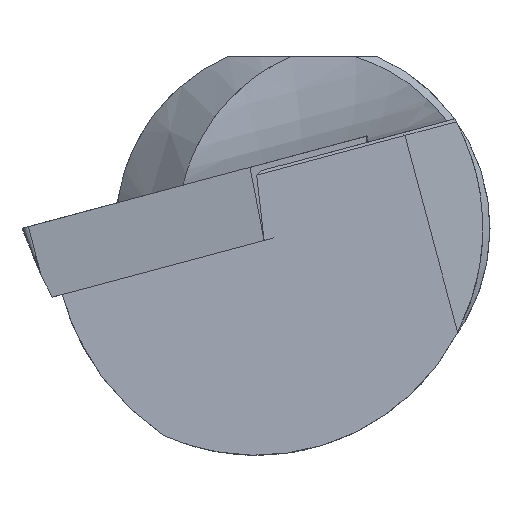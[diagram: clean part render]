
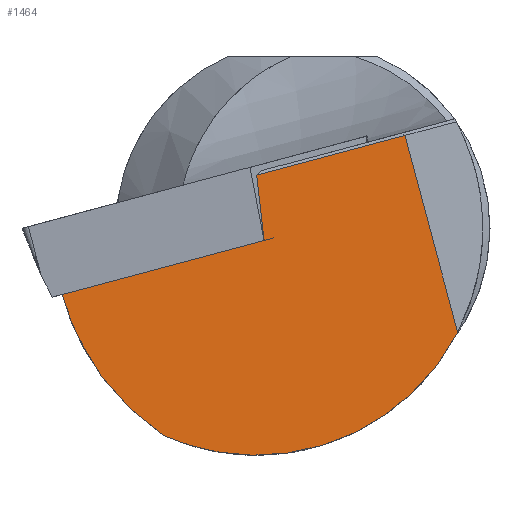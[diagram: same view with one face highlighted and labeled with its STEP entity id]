
A CAD part, left-side view. The second image highlights one B-rep face of the part: STEP entity #1464.
In plain terms, the highlighted planar face has unit normal (-0.998, -0.059, 0.016).
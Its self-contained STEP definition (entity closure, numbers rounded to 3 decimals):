
#18=(
BOUNDED_CURVE()
B_SPLINE_CURVE(3,(#2881,#2882,#2883,#2884),.UNSPECIFIED.,.F.,.F.)
B_SPLINE_CURVE_WITH_KNOTS((4,4),(0.,1.),.UNSPECIFIED.)
CURVE()
GEOMETRIC_REPRESENTATION_ITEM()
RATIONAL_B_SPLINE_CURVE((1.,0.818,0.818,1.))
REPRESENTATION_ITEM('')
);
#19=(
BOUNDED_CURVE()
B_SPLINE_CURVE(3,(#2896,#2897,#2898,#2899),.UNSPECIFIED.,.F.,.F.)
B_SPLINE_CURVE_WITH_KNOTS((4,4),(0.,1.),.UNSPECIFIED.)
CURVE()
GEOMETRIC_REPRESENTATION_ITEM()
RATIONAL_B_SPLINE_CURVE((1.,0.958,0.958,1.))
REPRESENTATION_ITEM('')
);
#536=ORIENTED_EDGE('',*,*,#782,.F.);
#537=ORIENTED_EDGE('',*,*,#693,.T.);
#538=ORIENTED_EDGE('',*,*,#764,.F.);
#539=ORIENTED_EDGE('',*,*,#760,.F.);
#540=ORIENTED_EDGE('',*,*,#783,.F.);
#541=ORIENTED_EDGE('',*,*,#778,.F.);
#693=EDGE_CURVE('',#869,#868,#999,.T.);
#760=EDGE_CURVE('',#916,#918,#18,.T.);
#764=EDGE_CURVE('',#918,#868,#19,.T.);
#778=EDGE_CURVE('',#924,#925,#1039,.T.);
#782=EDGE_CURVE('',#869,#924,#1043,.T.);
#783=EDGE_CURVE('',#925,#916,#1044,.T.);
#868=VERTEX_POINT('',#2568);
#869=VERTEX_POINT('',#2570);
#916=VERTEX_POINT('',#2879);
#918=VERTEX_POINT('',#2885);
#924=VERTEX_POINT('',#2925);
#925=VERTEX_POINT('',#2929);
#999=LINE('',#2569,#1123);
#1039=LINE('',#2928,#1163);
#1043=LINE('',#2936,#1167);
#1044=LINE('',#2937,#1168);
#1123=VECTOR('',#1849,1000.);
#1163=VECTOR('',#1975,1000.);
#1167=VECTOR('',#1985,1000.);
#1168=VECTOR('',#1986,1000.);
#1257=EDGE_LOOP('',(#536,#537,#538,#539,#540,#541));
#1343=FACE_BOUND('',#1257,.T.);
#1379=PLANE('',#1616);
#1464=ADVANCED_FACE('',(#1343),#1379,.T.);
#1616=AXIS2_PLACEMENT_3D('',#2935,#1983,#1984);
#1849=DIRECTION('',(-0.061,0.964,-0.258));
#1975=DIRECTION('',(0.061,-0.964,0.258));
#1983=DIRECTION('',(-0.998,-0.059,0.016));
#1984=DIRECTION('',(-0.059,0.998,0.));
#1985=DIRECTION('',(0.009,0.113,0.994));
#1986=DIRECTION('',(0.,-0.259,-0.966));
#2568=CARTESIAN_POINT('',(0.323,-1.286,-2.119));
#2569=CARTESIAN_POINT('',(0.292,-0.804,-2.249));
#2570=CARTESIAN_POINT('',(0.733,-7.76,-0.385));
#2879=CARTESIAN_POINT('',(1.052,-13.964,-3.328));
#2881=CARTESIAN_POINT('',(1.052,-13.964,-3.328));
#2882=CARTESIAN_POINT('',(0.885,-12.099,-6.95));
#2883=CARTESIAN_POINT('',(0.636,-8.254,-8.3));
#2884=CARTESIAN_POINT('',(0.443,-4.534,-6.638));
#2885=CARTESIAN_POINT('',(0.443,-4.534,-6.638));
#2896=CARTESIAN_POINT('',(0.443,-4.534,-6.638));
#2897=CARTESIAN_POINT('',(0.365,-2.928,-5.557));
#2898=CARTESIAN_POINT('',(0.323,-1.799,-3.986));
#2899=CARTESIAN_POINT('',(0.323,-1.286,-2.119));
#2925=CARTESIAN_POINT('',(0.752,-7.523,1.706));
#2928=CARTESIAN_POINT('',(0.068,3.267,-1.186));
#2929=CARTESIAN_POINT('',(1.052,-12.274,2.978));
#2935=CARTESIAN_POINT('',(0.068,4.78,4.462));
#2936=CARTESIAN_POINT('',(0.76,-7.417,2.631));
#2937=CARTESIAN_POINT('',(1.052,-10.761,8.626));
